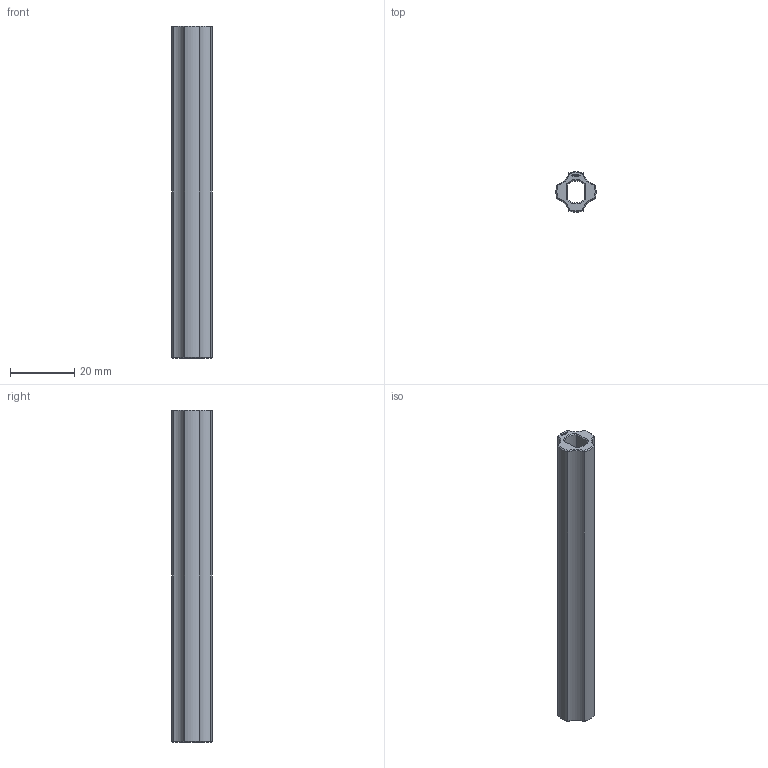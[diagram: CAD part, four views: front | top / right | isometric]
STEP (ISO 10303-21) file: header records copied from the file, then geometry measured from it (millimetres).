
FILE_DESCRIPTION(('FreeCAD Model'),'2;1');
FILE_NAME('Open CASCADE Shape Model','2024-01-01T12:30:46',(''),(''), 'Open CASCADE STEP processor 7.6','FreeCAD','Unknown');
FILE_SCHEMA(('AUTOMOTIVE_DESIGN { 1 0 10303 214 1 1 1 1 }'));
Length unit declared in the file: millimetre
Products named in the file (1): Spacer FXD BU01.00x08.25 - SPN-SPR-0036 (stemfie.org)
Bounding box: 12.47 x 12.47 x 103.12 mm (x, y, z)
Volume: 7547.5 mm3; surface area: 6384.2 mm2
Topology: 1 solids, 1 shells, 566 faces, 1569 edges, 1038 vertices
Faces by surface type: plane 310, extrusion 226, cone 20, cylinder 10
Entity records: 38720 total; most frequent: CARTESIAN_POINT 8772, DIRECTION 4735, VECTOR 3897, LINE 3671, ORIENTED_EDGE 3138, PCURVE 3138, DEFINITIONAL_REPRESENTATION 3138, EDGE_CURVE 1569
